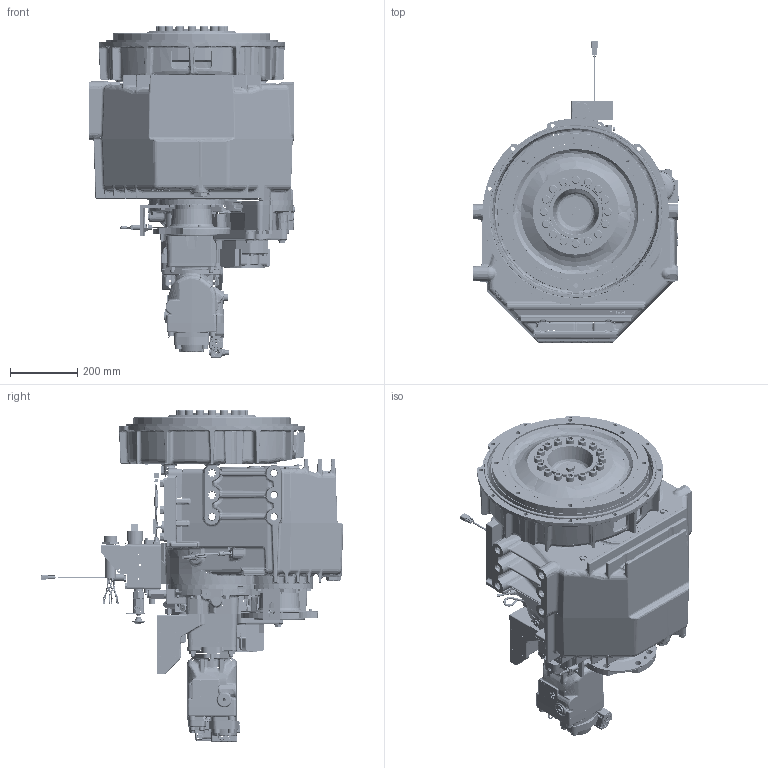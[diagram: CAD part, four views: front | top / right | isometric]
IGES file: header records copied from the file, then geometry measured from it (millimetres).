
Start section: SolidWorks IGES file using analytic representation for surfaces
Global section: file name: 1027608C.IGS; native system: SolidWorks 2010; preprocessor: SolidWorks 2010; author: nadimc; date: 150814.085427; units: millimetre
Bounding box: 611.46 x 899.45 x 986.49 mm (x, y, z)
Surface area: 4427543.8 mm2 (no closed solid volume)
Topology: 0 solids, 0 shells, 6619 faces, 120715 edges, 120418 vertices
Faces by surface type: bspline 3975, revolution 2644
